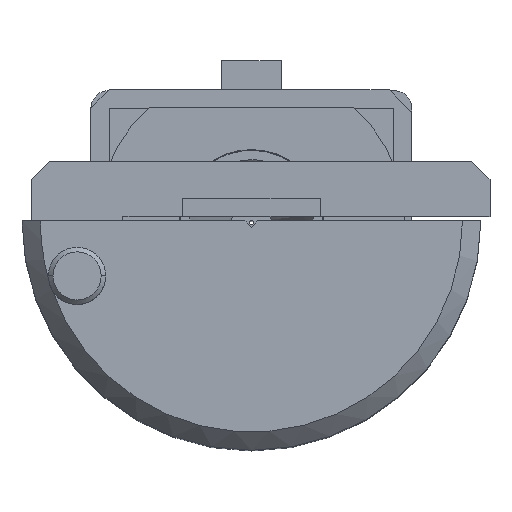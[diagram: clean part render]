
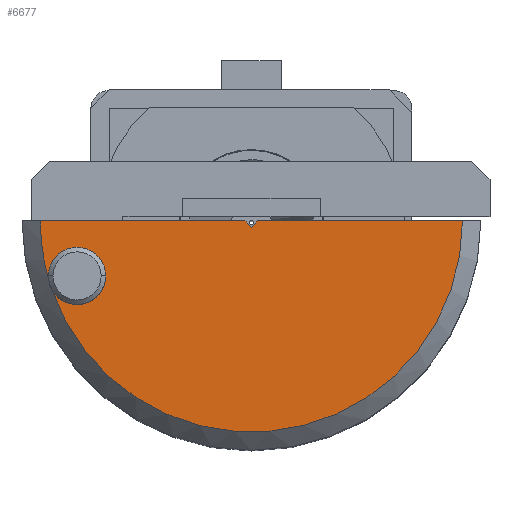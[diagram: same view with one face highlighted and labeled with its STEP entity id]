
A CAD part, top view. The second image highlights one B-rep face of the part: STEP entity #6677.
In plain terms, the highlighted planar face has unit normal (0, 0, 1).
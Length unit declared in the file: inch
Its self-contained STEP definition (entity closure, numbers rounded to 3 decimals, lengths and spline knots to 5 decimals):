
#481 = DIRECTION ( 'NONE',  ( -1., 0., 0. ) ) ;
#491 = VERTEX_POINT ( 'NONE', #8754 ) ;
#672 = CARTESIAN_POINT ( 'NONE',  ( 0., -0.007, 0.75181 ) ) ;
#785 = EDGE_CURVE ( 'NONE', #11473, #9217, #7525, .T. ) ;
#971 = CARTESIAN_POINT ( 'NONE',  ( 0., -0.007, 0.75181 ) ) ;
#1020 = DIRECTION ( 'NONE',  ( 1., 0., 0. ) ) ;
#1050 = VECTOR ( 'NONE', #10419, 39.37008 ) ;
#1251 = CARTESIAN_POINT ( 'NONE',  ( 0., 0., 0.75181 ) ) ;
#1276 = CARTESIAN_POINT ( 'NONE',  ( -0.21745, -0.07493, 0.75181 ) ) ;
#1685 = CARTESIAN_POINT ( 'NONE',  ( -0.19, -0.06, 0.75181 ) ) ;
#2022 = ORIENTED_EDGE ( 'NONE', *, *, #9854, .T. ) ;
#2125 = CIRCLE ( 'NONE', #5293, 0.03125 ) ;
#2129 = VERTEX_POINT ( 'NONE', #8925 ) ;
#2354 = VERTEX_POINT ( 'NONE', #7257 ) ;
#2450 = ORIENTED_EDGE ( 'NONE', *, *, #5716, .T. ) ;
#2815 = EDGE_CURVE ( 'NONE', #6108, #491, #6462, .T. ) ;
#2940 = DIRECTION ( 'NONE',  ( 0., 0., 1. ) ) ;
#3046 = LINE ( 'NONE', #11261, #1050 ) ;
#3199 = PLANE ( 'NONE',  #10457 ) ;
#3229 = DIRECTION ( 'NONE',  ( 1., 0., 0. ) ) ;
#3713 = VERTEX_POINT ( 'NONE', #672 ) ;
#3780 = ORIENTED_EDGE ( 'NONE', *, *, #10637, .T. ) ;
#3882 = LINE ( 'NONE', #5984, #5183 ) ;
#3922 = EDGE_LOOP ( 'NONE', ( #2450, #8072, #9678, #5610, #5089, #3780, #2022, #10256, #6064 ) ) ;
#4343 = DIRECTION ( 'NONE',  ( 1., 0., 0. ) ) ;
#4451 = VERTEX_POINT ( 'NONE', #10055 ) ;
#4650 = CARTESIAN_POINT ( 'NONE',  ( 0., 0., 0.75181 ) ) ;
#4752 = EDGE_CURVE ( 'NONE', #9217, #6108, #2125, .T. ) ;
#4835 = CARTESIAN_POINT ( 'NONE',  ( -0.19, -0.06, 0.75181 ) ) ;
#5089 = ORIENTED_EDGE ( 'NONE', *, *, #785, .F. ) ;
#5125 = DIRECTION ( 'NONE',  ( 0., 0., 1. ) ) ;
#5183 = VECTOR ( 'NONE', #481, 39.37008 ) ;
#5293 = AXIS2_PLACEMENT_3D ( 'NONE', #10711, #7899, #4343 ) ;
#5532 = LINE ( 'NONE', #6257, #9115 ) ;
#5560 = DIRECTION ( 'NONE',  ( 1., 0., 0. ) ) ;
#5610 = ORIENTED_EDGE ( 'NONE', *, *, #4752, .F. ) ;
#5669 = CARTESIAN_POINT ( 'NONE',  ( -0.22125, -0.06, 0.75181 ) ) ;
#5716 = EDGE_CURVE ( 'NONE', #4451, #9375, #5532, .T. ) ;
#5862 = CIRCLE ( 'NONE', #9712, 0.23 ) ;
#5984 = CARTESIAN_POINT ( 'NONE',  ( 0.007, 0., 0.75181 ) ) ;
#6064 = ORIENTED_EDGE ( 'NONE', *, *, #7396, .T. ) ;
#6108 = VERTEX_POINT ( 'NONE', #5669 ) ;
#6224 = DIRECTION ( 'NONE',  ( -1., 0., 0. ) ) ;
#6257 = CARTESIAN_POINT ( 'NONE',  ( -0.25, 0., 0.75181 ) ) ;
#6364 = DIRECTION ( 'NONE',  ( 0., 0., 1. ) ) ;
#6462 = CIRCLE ( 'NONE', #10601, 0.03125 ) ;
#6614 = DIRECTION ( 'NONE',  ( 0., 0., 1. ) ) ;
#6677 = ADVANCED_FACE ( 'NONE', ( #7078 ), #3199, .T. ) ;
#6918 = CARTESIAN_POINT ( 'NONE',  ( 0., 0., 0.75181 ) ) ;
#7078 = FACE_OUTER_BOUND ( 'NONE', #3922, .T. ) ;
#7125 = CARTESIAN_POINT ( 'NONE',  ( -0.23, 0., 0.75181 ) ) ;
#7257 = CARTESIAN_POINT ( 'NONE',  ( 0.23, 0., 0.75181 ) ) ;
#7396 = EDGE_CURVE ( 'NONE', #3713, #4451, #3046, .T. ) ;
#7525 = CIRCLE ( 'NONE', #9740, 0.03125 ) ;
#7622 = VECTOR ( 'NONE', #9143, 39.37008 ) ;
#7772 = CARTESIAN_POINT ( 'NONE',  ( -0.15875, -0.06, 0.75181 ) ) ;
#7899 = DIRECTION ( 'NONE',  ( 0., 0., 1. ) ) ;
#8072 = ORIENTED_EDGE ( 'NONE', *, *, #10088, .T. ) ;
#8279 = DIRECTION ( 'NONE',  ( 1., 0., 0. ) ) ;
#8297 = EDGE_CURVE ( 'NONE', #2129, #3713, #8906, .T. ) ;
#8754 = CARTESIAN_POINT ( 'NONE',  ( -0.22105, -0.06354, 0.75181 ) ) ;
#8906 = LINE ( 'NONE', #971, #7622 ) ;
#8925 = CARTESIAN_POINT ( 'NONE',  ( 0.007, 0., 0.75181 ) ) ;
#9032 = DIRECTION ( 'NONE',  ( 1., 0., 0. ) ) ;
#9115 = VECTOR ( 'NONE', #6224, 39.37008 ) ;
#9143 = DIRECTION ( 'NONE',  ( -0.707, -0.707, 0. ) ) ;
#9217 = VERTEX_POINT ( 'NONE', #7772 ) ;
#9375 = VERTEX_POINT ( 'NONE', #7125 ) ;
#9678 = ORIENTED_EDGE ( 'NONE', *, *, #2815, .F. ) ;
#9712 = AXIS2_PLACEMENT_3D ( 'NONE', #6918, #5125, #3229 ) ;
#9740 = AXIS2_PLACEMENT_3D ( 'NONE', #4835, #2940, #1020 ) ;
#9854 = EDGE_CURVE ( 'NONE', #2354, #2129, #3882, .T. ) ;
#10055 = CARTESIAN_POINT ( 'NONE',  ( -0.007, 0., 0.75181 ) ) ;
#10088 = EDGE_CURVE ( 'NONE', #9375, #491, #10336, .T. ) ;
#10256 = ORIENTED_EDGE ( 'NONE', *, *, #8297, .T. ) ;
#10336 = CIRCLE ( 'NONE', #10786, 0.23 ) ;
#10419 = DIRECTION ( 'NONE',  ( -0.707, 0.707, 0. ) ) ;
#10457 = AXIS2_PLACEMENT_3D ( 'NONE', #1251, #6614, #8279 ) ;
#10601 = AXIS2_PLACEMENT_3D ( 'NONE', #1685, #6364, #9032 ) ;
#10637 = EDGE_CURVE ( 'NONE', #11473, #2354, #5862, .T. ) ;
#10711 = CARTESIAN_POINT ( 'NONE',  ( -0.19, -0.06, 0.75181 ) ) ;
#10786 = AXIS2_PLACEMENT_3D ( 'NONE', #4650, #11065, #5560 ) ;
#11065 = DIRECTION ( 'NONE',  ( 0., 0., 1. ) ) ;
#11261 = CARTESIAN_POINT ( 'NONE',  ( -0.007, 0., 0.75181 ) ) ;
#11473 = VERTEX_POINT ( 'NONE', #1276 ) ;
